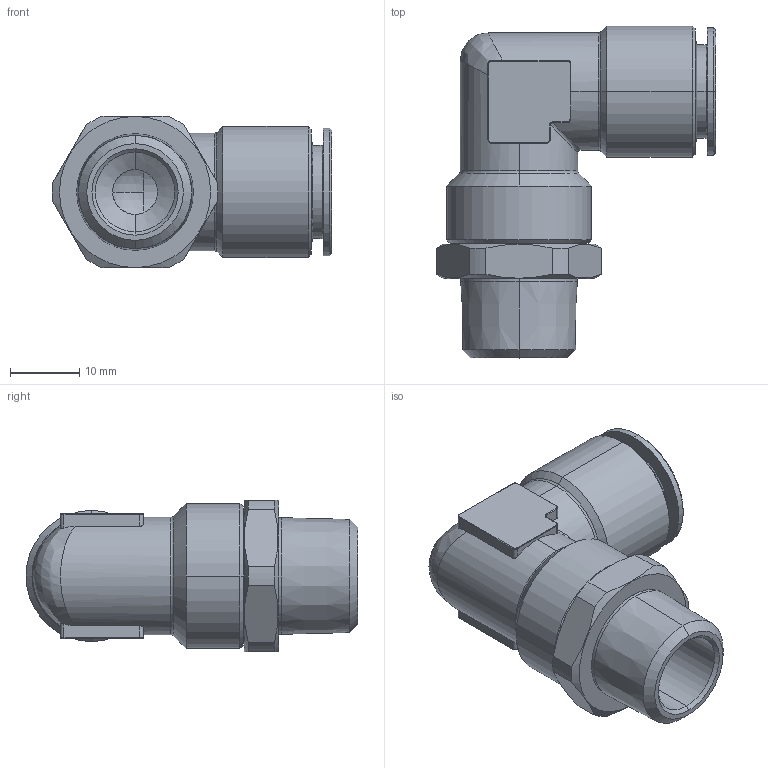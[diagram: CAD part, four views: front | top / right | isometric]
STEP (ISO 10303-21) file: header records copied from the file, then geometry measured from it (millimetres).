
FILE_DESCRIPTION(( 'AR.15.12.38.STEP' ), '1');
FILE_NAME( 'AR.15.12.38.STEP', '2018-10-02T10:34:10',( 'Sopra'),('sopra-pneumatic.com'), 'SwSTEP 2.0','SolidWorks 2009','' );
FILE_SCHEMA (( 'AUTOMOTIVE_DESIGN' ));
Length unit declared in the file: millimetre
Products named in the file (1): AR050063
Bounding box: 40.49 x 48.1 x 22 mm (x, y, z)
Volume: 12445.3 mm3; surface area: 6987.7 mm2
Topology: 1 solids, 1 shells, 133 faces, 319 edges, 191 vertices
Faces by surface type: cylinder 54, cone 30, plane 27, torus 18, sphere 2, bspline 2
Entity records: 5713 total; most frequent: CARTESIAN_POINT 1123, DIRECTION 686, ORIENTED_EDGE 634, EDGE_CURVE 317, AXIS2_PLACEMENT_3D 282, VERTEX_POINT 191, CIRCLE 150, EDGE_LOOP 140
